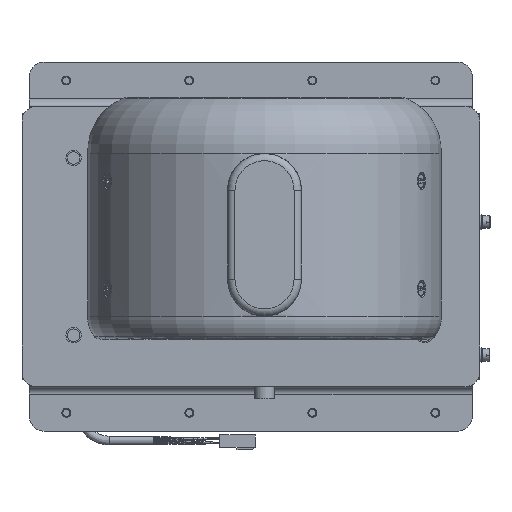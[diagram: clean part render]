
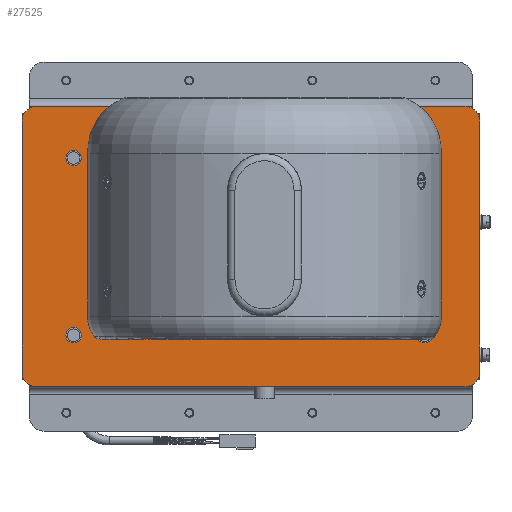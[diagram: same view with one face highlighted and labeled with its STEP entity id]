
A CAD part, front view. The second image highlights one B-rep face of the part: STEP entity #27525.
In plain terms, the highlighted planar face has unit normal (0, -1, 0).
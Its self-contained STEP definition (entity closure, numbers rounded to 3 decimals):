
#476 = CARTESIAN_POINT ( 'NONE',  ( -279.56, -63.177, 4.248 ) ) ;
#1151 = DIRECTION ( 'NONE',  ( 0.003, 0., -1. ) ) ;
#1193 = VECTOR ( 'NONE', #39884, 1000. ) ;
#1221 = ORIENTED_EDGE ( 'NONE', *, *, #5829, .F. ) ;
#1640 = CARTESIAN_POINT ( 'NONE',  ( -115.297, -63.177, 157.248 ) ) ;
#3677 = PLANE ( 'NONE',  #6535 ) ;
#4253 = EDGE_CURVE ( 'NONE', #39066, #14719, #20576, .T. ) ;
#4401 = CIRCLE ( 'NONE', #14881, 60. ) ;
#4447 = EDGE_CURVE ( 'NONE', #46911, #39066, #51625, .T. ) ;
#4521 = EDGE_CURVE ( 'NONE', #52328, #47900, #7400, .T. ) ;
#4787 = AXIS2_PLACEMENT_3D ( 'NONE', #21326, #16126, #37060 ) ;
#5440 = DIRECTION ( 'NONE',  ( 0.003, 0., -1. ) ) ;
#5728 = ORIENTED_EDGE ( 'NONE', *, *, #18504, .T. ) ;
#5829 = EDGE_CURVE ( 'NONE', #47900, #47713, #26824, .T. ) ;
#5971 = CARTESIAN_POINT ( 'NONE',  ( -279.56, -63.177, 174.248 ) ) ;
#6091 = CARTESIAN_POINT ( 'NONE',  ( -279.56, -63.177, 4.248 ) ) ;
#6460 = ORIENTED_EDGE ( 'NONE', *, *, #33620, .F. ) ;
#6535 = AXIS2_PLACEMENT_3D ( 'NONE', #9928, #13762, #25567 ) ;
#7400 = LINE ( 'NONE', #12306, #10388 ) ;
#8153 = EDGE_LOOP ( 'NONE', ( #49868 ) ) ;
#8576 = FACE_BOUND ( 'NONE', #36718, .T. ) ;
#8650 = VERTEX_POINT ( 'NONE', #5971 ) ;
#8696 = EDGE_LOOP ( 'NONE', ( #51828 ) ) ;
#9855 = VERTEX_POINT ( 'NONE', #47778 ) ;
#9894 = DIRECTION ( 'NONE',  ( 0., 1., 0. ) ) ;
#9928 = CARTESIAN_POINT ( 'NONE',  ( 20.44, -63.177, 174.248 ) ) ;
#10276 = CARTESIAN_POINT ( 'NONE',  ( -269.56, -63.177, -5.752 ) ) ;
#10349 = CARTESIAN_POINT ( 'NONE',  ( -269.56, -63.177, 184.248 ) ) ;
#10388 = VECTOR ( 'NONE', #28273, 1000. ) ;
#10582 = DIRECTION ( 'NONE',  ( 0., 1., 0. ) ) ;
#10740 = ORIENTED_EDGE ( 'NONE', *, *, #14255, .T. ) ;
#10853 = CARTESIAN_POINT ( 'NONE',  ( -6.757, -63.177, 149.248 ) ) ;
#11849 = FACE_BOUND ( 'NONE', #8153, .T. ) ;
#12306 = CARTESIAN_POINT ( 'NONE',  ( 20.44, -63.177, -5.752 ) ) ;
#12683 = EDGE_CURVE ( 'NONE', #40082, #40082, #4401, .T. ) ;
#13111 = CARTESIAN_POINT ( 'NONE',  ( 30.44, -63.177, 174.248 ) ) ;
#13691 = DIRECTION ( 'NONE',  ( 0., 0., 1. ) ) ;
#13762 = DIRECTION ( 'NONE',  ( 0., 1., 0. ) ) ;
#14000 = CARTESIAN_POINT ( 'NONE',  ( 20.44, -63.177, -5.752 ) ) ;
#14255 = EDGE_CURVE ( 'NONE', #9855, #9855, #36389, .T. ) ;
#14557 = LINE ( 'NONE', #19202, #1193 ) ;
#14719 = VERTEX_POINT ( 'NONE', #33590 ) ;
#14881 = AXIS2_PLACEMENT_3D ( 'NONE', #42574, #17801, #13691 ) ;
#15228 = ORIENTED_EDGE ( 'NONE', *, *, #49865, .F. ) ;
#16126 = DIRECTION ( 'NONE',  ( 0., 1., 0. ) ) ;
#17248 = CARTESIAN_POINT ( 'NONE',  ( -244.56, -63.177, 149.248 ) ) ;
#17801 = DIRECTION ( 'NONE',  ( 0., 1., 0. ) ) ;
#17858 = LINE ( 'NONE', #6091, #29576 ) ;
#18100 = CARTESIAN_POINT ( 'NONE',  ( -269.56, -63.177, 4.248 ) ) ;
#18504 = EDGE_CURVE ( 'NONE', #52986, #52986, #50251, .T. ) ;
#18621 = EDGE_LOOP ( 'NONE', ( #10740 ) ) ;
#19135 = ORIENTED_EDGE ( 'NONE', *, *, #51581, .F. ) ;
#19202 = CARTESIAN_POINT ( 'NONE',  ( -269.56, -63.177, 184.248 ) ) ;
#20272 = CIRCLE ( 'NONE', #34393, 10. ) ;
#20576 = LINE ( 'NONE', #40725, #49010 ) ;
#20991 = AXIS2_PLACEMENT_3D ( 'NONE', #43098, #46900, #5440 ) ;
#21326 = CARTESIAN_POINT ( 'NONE',  ( -6.757, -63.177, 29.248 ) ) ;
#22493 = DIRECTION ( 'NONE',  ( 0.003, 0., -1. ) ) ;
#22890 = CARTESIAN_POINT ( 'NONE',  ( -244.547, -63.177, 23.998 ) ) ;
#23696 = CIRCLE ( 'NONE', #20991, 10. ) ;
#25039 = FACE_BOUND ( 'NONE', #8696, .T. ) ;
#25138 = EDGE_LOOP ( 'NONE', ( #37537 ) ) ;
#25440 = CARTESIAN_POINT ( 'NONE',  ( -6.744, -63.177, 143.998 ) ) ;
#25567 = DIRECTION ( 'NONE',  ( 0.003, 0., -1. ) ) ;
#26090 = DIRECTION ( 'NONE',  ( 0., 0., 1. ) ) ;
#26179 = VERTEX_POINT ( 'NONE', #22890 ) ;
#26319 = EDGE_CURVE ( 'NONE', #42797, #42797, #26965, .T. ) ;
#26624 = DIRECTION ( 'NONE',  ( 0.003, 0., -1. ) ) ;
#26824 = CIRCLE ( 'NONE', #40908, 10. ) ;
#26965 = CIRCLE ( 'NONE', #45440, 5.25 ) ;
#26988 = AXIS2_PLACEMENT_3D ( 'NONE', #44525, #43451, #22493 ) ;
#27127 = ORIENTED_EDGE ( 'NONE', *, *, #41490, .F. ) ;
#27525 = ADVANCED_FACE ( 'NONE', ( #25039, #41834, #53659, #11849, #8576, #37982 ), #3677, .F. ) ;
#27597 = DIRECTION ( 'NONE',  ( 0.003, 0., -1. ) ) ;
#27677 = EDGE_LOOP ( 'NONE', ( #41932, #27127, #6460, #15228, #1221, #53444, #19135, #35596 ) ) ;
#28273 = DIRECTION ( 'NONE',  ( -1., 0., 0. ) ) ;
#29576 = VECTOR ( 'NONE', #26090, 1000. ) ;
#29668 = DIRECTION ( 'NONE',  ( 0.003, 0., -1. ) ) ;
#30794 = DIRECTION ( 'NONE',  ( 0., 1., 0. ) ) ;
#33590 = CARTESIAN_POINT ( 'NONE',  ( 30.44, -63.177, 4.248 ) ) ;
#33620 = EDGE_CURVE ( 'NONE', #8650, #35433, #20272, .T. ) ;
#33791 = DIRECTION ( 'NONE',  ( 0., 1., 0. ) ) ;
#34393 = AXIS2_PLACEMENT_3D ( 'NONE', #53501, #49616, #50405 ) ;
#35433 = VERTEX_POINT ( 'NONE', #10349 ) ;
#35596 = ORIENTED_EDGE ( 'NONE', *, *, #4253, .F. ) ;
#36389 = CIRCLE ( 'NONE', #4787, 5.25 ) ;
#36619 = AXIS2_PLACEMENT_3D ( 'NONE', #43746, #30794, #1151 ) ;
#36718 = EDGE_LOOP ( 'NONE', ( #5728 ) ) ;
#37060 = DIRECTION ( 'NONE',  ( 0.003, 0., -1. ) ) ;
#37102 = AXIS2_PLACEMENT_3D ( 'NONE', #17248, #33791, #29668 ) ;
#37403 = DIRECTION ( 'NONE',  ( 0., 0., -1. ) ) ;
#37537 = ORIENTED_EDGE ( 'NONE', *, *, #49926, .T. ) ;
#37982 = FACE_BOUND ( 'NONE', #25138, .T. ) ;
#39066 = VERTEX_POINT ( 'NONE', #13111 ) ;
#39884 = DIRECTION ( 'NONE',  ( 1., 0., 0. ) ) ;
#40082 = VERTEX_POINT ( 'NONE', #1640 ) ;
#40499 = CARTESIAN_POINT ( 'NONE',  ( 20.44, -63.177, 184.248 ) ) ;
#40725 = CARTESIAN_POINT ( 'NONE',  ( 30.44, -63.177, 174.248 ) ) ;
#40908 = AXIS2_PLACEMENT_3D ( 'NONE', #18100, #9894, #26624 ) ;
#41490 = EDGE_CURVE ( 'NONE', #35433, #46911, #14557, .T. ) ;
#41834 = FACE_OUTER_BOUND ( 'NONE', #27677, .T. ) ;
#41932 = ORIENTED_EDGE ( 'NONE', *, *, #4447, .F. ) ;
#42574 = CARTESIAN_POINT ( 'NONE',  ( -115.297, -63.177, 97.248 ) ) ;
#42797 = VERTEX_POINT ( 'NONE', #25440 ) ;
#43098 = CARTESIAN_POINT ( 'NONE',  ( 20.44, -63.177, 4.248 ) ) ;
#43451 = DIRECTION ( 'NONE',  ( 0., 1., 0. ) ) ;
#43746 = CARTESIAN_POINT ( 'NONE',  ( -244.56, -63.177, 29.248 ) ) ;
#44515 = CIRCLE ( 'NONE', #36619, 5.25 ) ;
#44525 = CARTESIAN_POINT ( 'NONE',  ( 20.44, -63.177, 174.248 ) ) ;
#45440 = AXIS2_PLACEMENT_3D ( 'NONE', #10853, #10582, #27597 ) ;
#46900 = DIRECTION ( 'NONE',  ( 0., 1., 0. ) ) ;
#46911 = VERTEX_POINT ( 'NONE', #40499 ) ;
#47713 = VERTEX_POINT ( 'NONE', #476 ) ;
#47778 = CARTESIAN_POINT ( 'NONE',  ( -6.744, -63.177, 23.998 ) ) ;
#47900 = VERTEX_POINT ( 'NONE', #10276 ) ;
#49010 = VECTOR ( 'NONE', #37403, 1000. ) ;
#49616 = DIRECTION ( 'NONE',  ( 0., 1., 0. ) ) ;
#49865 = EDGE_CURVE ( 'NONE', #47713, #8650, #17858, .T. ) ;
#49868 = ORIENTED_EDGE ( 'NONE', *, *, #26319, .T. ) ;
#49926 = EDGE_CURVE ( 'NONE', #26179, #26179, #44515, .T. ) ;
#50251 = CIRCLE ( 'NONE', #37102, 5.25 ) ;
#50405 = DIRECTION ( 'NONE',  ( 0.003, 0., -1. ) ) ;
#51581 = EDGE_CURVE ( 'NONE', #14719, #52328, #23696, .T. ) ;
#51625 = CIRCLE ( 'NONE', #26988, 10. ) ;
#51828 = ORIENTED_EDGE ( 'NONE', *, *, #12683, .T. ) ;
#52328 = VERTEX_POINT ( 'NONE', #14000 ) ;
#52986 = VERTEX_POINT ( 'NONE', #53804 ) ;
#53444 = ORIENTED_EDGE ( 'NONE', *, *, #4521, .F. ) ;
#53501 = CARTESIAN_POINT ( 'NONE',  ( -269.56, -63.177, 174.248 ) ) ;
#53659 = FACE_BOUND ( 'NONE', #18621, .T. ) ;
#53804 = CARTESIAN_POINT ( 'NONE',  ( -244.547, -63.177, 143.998 ) ) ;
